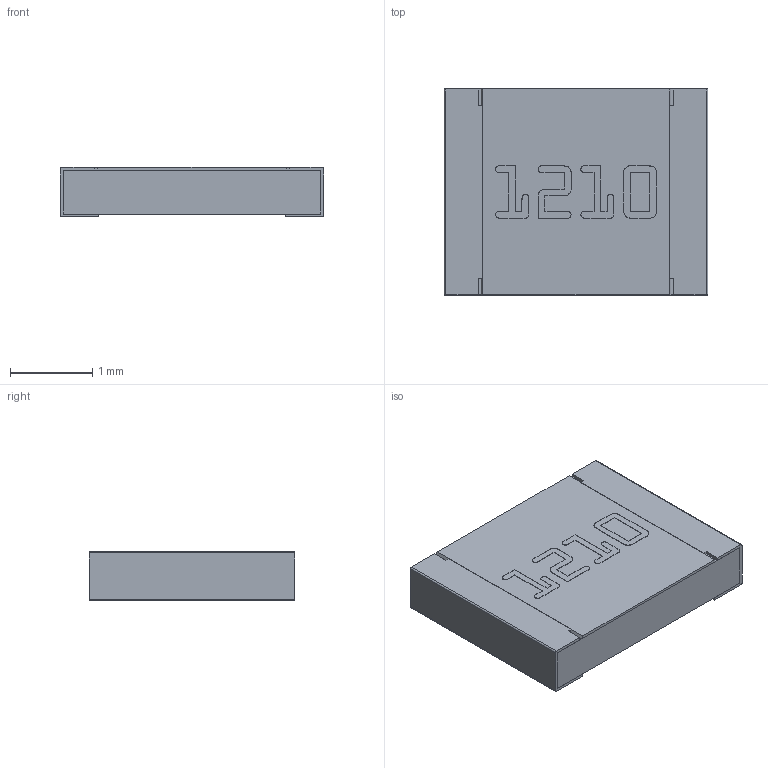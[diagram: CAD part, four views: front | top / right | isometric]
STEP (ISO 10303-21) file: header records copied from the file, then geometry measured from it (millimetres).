
FILE_DESCRIPTION(('FreeCAD Model'),'2;1');
FILE_NAME('Open CASCADE Shape Model','2022-01-22T18:02:43',(''),(''), 'Open CASCADE STEP processor 7.5','FreeCAD','Unknown');
FILE_SCHEMA(('AUTOMOTIVE_DESIGN { 1 0 10303 214 1 1 1 1 }'));
Length unit declared in the file: millimetre
Products named in the file (9): Resistor_1210_Text; Pin1Body; Pin2Body; CeramicBody; CoatingBody; Text1Body; Text2Body; Text3Body; Text4Body
Assembly tree (8 placements, depth 2):
  Resistor_1210_Text
    Pin1Body
    Pin2Body
    CeramicBody
    CoatingBody
    Text1Body
    Text2Body
    Text3Body
    Text4Body
Bounding box: 3.2 x 2.5 x 0.6 mm (x, y, z)
Volume: 4.6 mm3; surface area: 49.4 mm2
Topology: 8 solids, 8 shells, 164 faces, 444 edges, 296 vertices
Faces by surface type: plane 91, extrusion 69, revolution 4
Entity records: 11218 total; most frequent: CARTESIAN_POINT 2519, DIRECTION 1337, VECTOR 1113, LINE 1044, ORIENTED_EDGE 888, PCURVE 888, DEFINITIONAL_REPRESENTATION 888, EDGE_CURVE 444
